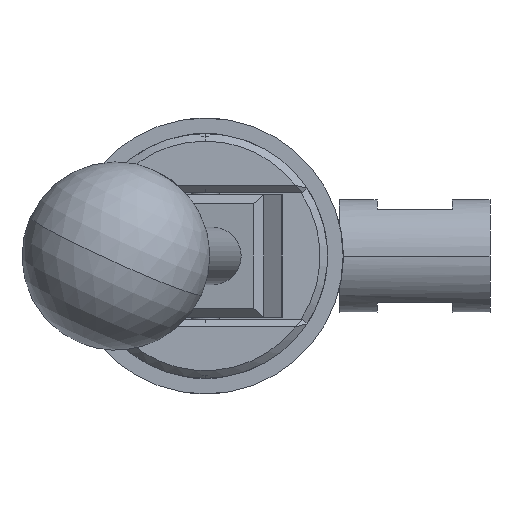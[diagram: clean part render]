
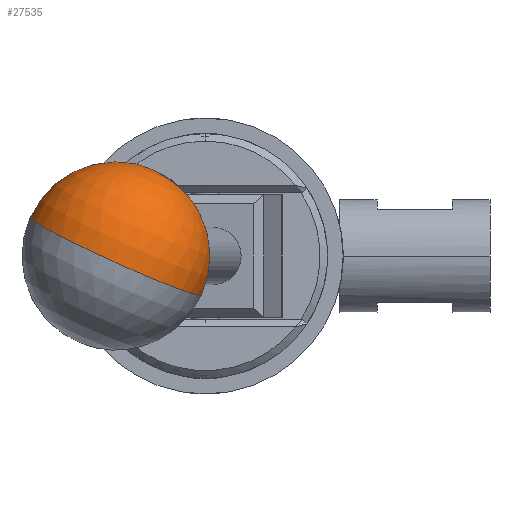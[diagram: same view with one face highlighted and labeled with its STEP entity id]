
A CAD part, front view. The second image highlights one B-rep face of the part: STEP entity #27535.
In plain terms, the highlighted spherical face has radius 15.875 mm.
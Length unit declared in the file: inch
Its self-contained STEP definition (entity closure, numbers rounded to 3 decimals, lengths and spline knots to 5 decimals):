
#424 = AXIS2_PLACEMENT_3D ( 'NONE', #13095, #10262, #28987 ) ;
#510 = CARTESIAN_POINT ( 'NONE',  ( -0.59291, -9.2123, 0. ) ) ;
#885 = DIRECTION ( 'NONE',  ( -0.412, 0.065, -0.909 ) ) ;
#1078 = CIRCLE ( 'NONE', #23086, 0.625 ) ;
#2308 = EDGE_CURVE ( 'NONE', #13548, #15919, #21739, .T. ) ;
#3851 = DIRECTION ( 'NONE',  ( 0.412, -0.065, 0.909 ) ) ;
#4002 = CARTESIAN_POINT ( 'NONE',  ( -0.59291, -9.2123, 0. ) ) ;
#5613 = VERTEX_POINT ( 'NONE', #30876 ) ;
#5717 = SPHERICAL_SURFACE ( 'NONE', #7716, 0.625 ) ;
#5858 = CIRCLE ( 'NONE', #21667, 0.625 ) ;
#6048 = ORIENTED_EDGE ( 'NONE', *, *, #2308, .T. ) ;
#6468 = ORIENTED_EDGE ( 'NONE', *, *, #12550, .T. ) ;
#6489 = AXIS2_PLACEMENT_3D ( 'NONE', #11132, #32898, #885 ) ;
#7716 = AXIS2_PLACEMENT_3D ( 'NONE', #19007, #29623, #16344 ) ;
#9459 = CIRCLE ( 'NONE', #424, 0.25 ) ;
#10262 = DIRECTION ( 'NONE',  ( -0.156, -0.988, 0. ) ) ;
#11132 = CARTESIAN_POINT ( 'NONE',  ( -0.5033, -8.64653, 0. ) ) ;
#11285 = DIRECTION ( 'NONE',  ( 0.911, 0., -0.413 ) ) ;
#12550 = EDGE_CURVE ( 'NONE', #5613, #13160, #1078, .T. ) ;
#13017 = FACE_OUTER_BOUND ( 'NONE', #22434, .T. ) ;
#13095 = CARTESIAN_POINT ( 'NONE',  ( -0.5033, -8.64653, 0. ) ) ;
#13160 = VERTEX_POINT ( 'NONE', #20005 ) ;
#13548 = VERTEX_POINT ( 'NONE', #21186 ) ;
#14217 = CARTESIAN_POINT ( 'NONE',  ( -0.72774, -8.61098, 0.10425 ) ) ;
#14431 = DIRECTION ( 'NONE',  ( -0.911, 0., 0.413 ) ) ;
#15919 = VERTEX_POINT ( 'NONE', #14217 ) ;
#16344 = DIRECTION ( 'NONE',  ( 0.898, -0.142, -0.417 ) ) ;
#19007 = CARTESIAN_POINT ( 'NONE',  ( -0.59291, -9.2123, 0. ) ) ;
#19733 = DIRECTION ( 'NONE',  ( -0.412, 0.065, -0.909 ) ) ;
#20005 = CARTESIAN_POINT ( 'NONE',  ( -0.27887, -8.68207, -0.10425 ) ) ;
#21186 = CARTESIAN_POINT ( 'NONE',  ( -0.40034, -8.66283, 0.22723 ) ) ;
#21667 = AXIS2_PLACEMENT_3D ( 'NONE', #4002, #19733, #14431 ) ;
#21739 = CIRCLE ( 'NONE', #6489, 0.25 ) ;
#22336 = ORIENTED_EDGE ( 'NONE', *, *, #29270, .F. ) ;
#22434 = EDGE_LOOP ( 'NONE', ( #22336, #6468, #33385, #6048 ) ) ;
#23086 = AXIS2_PLACEMENT_3D ( 'NONE', #510, #3851, #11285 ) ;
#27535 = ADVANCED_FACE ( 'NONE', ( #13017 ), #5717, .T. ) ;
#28987 = DIRECTION ( 'NONE',  ( -0.412, 0.065, -0.909 ) ) ;
#29270 = EDGE_CURVE ( 'NONE', #5613, #15919, #5858, .T. ) ;
#29623 = DIRECTION ( 'NONE',  ( -0.412, 0.065, -0.909 ) ) ;
#30876 = CARTESIAN_POINT ( 'NONE',  ( -0.69069, -9.8296, 0. ) ) ;
#32898 = DIRECTION ( 'NONE',  ( -0.156, -0.988, 0. ) ) ;
#32978 = EDGE_CURVE ( 'NONE', #13160, #13548, #9459, .T. ) ;
#33385 = ORIENTED_EDGE ( 'NONE', *, *, #32978, .T. ) ;
